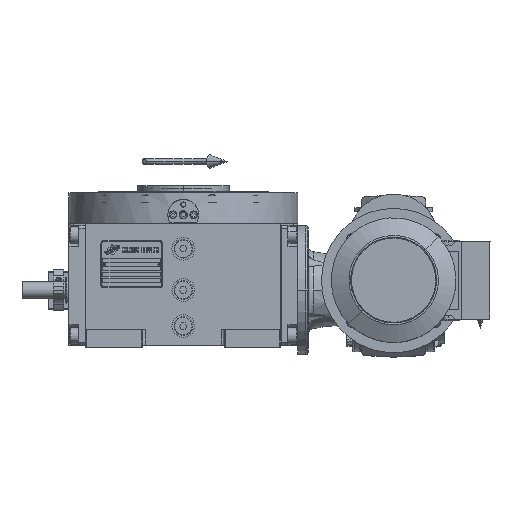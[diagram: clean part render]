
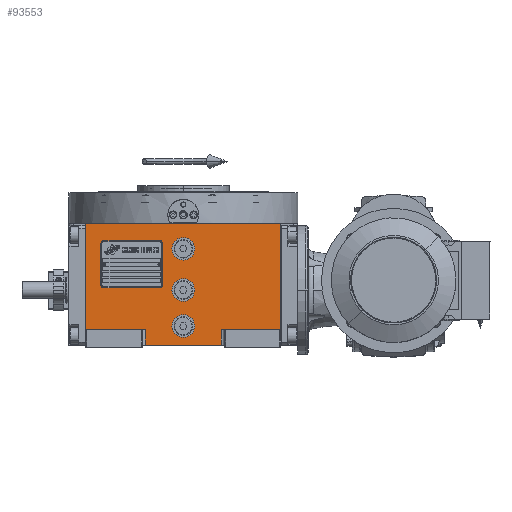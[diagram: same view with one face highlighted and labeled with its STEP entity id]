
A CAD part, top view. The second image highlights one B-rep face of the part: STEP entity #93553.
In plain terms, the highlighted planar face has unit normal (0, 0, 1).
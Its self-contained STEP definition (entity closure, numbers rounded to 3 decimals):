
#226 = EDGE_CURVE ( 'NONE', #96626, #94979, #111429, .T. ) ;
#616 = EDGE_LOOP ( 'NONE', ( #87970, #51838, #106263, #77182, #20893, #25363, #52615, #10150 ) ) ;
#1000 = CARTESIAN_POINT ( 'NONE',  ( 0., -35., 163.5 ) ) ;
#2597 = CARTESIAN_POINT ( 'NONE',  ( -94.5, 64.5, 163.5 ) ) ;
#2695 = VERTEX_POINT ( 'NONE', #101301 ) ;
#2842 = DIRECTION ( 'NONE',  ( -1., 0., 0. ) ) ;
#4291 = VERTEX_POINT ( 'NONE', #89401 ) ;
#4716 = DIRECTION ( 'NONE',  ( 0., 1., 0. ) ) ;
#5808 = EDGE_LOOP ( 'NONE', ( #117008, #104963 ) ) ;
#6731 = CARTESIAN_POINT ( 'NONE',  ( -94.5, -53.5, 163.5 ) ) ;
#7893 = VERTEX_POINT ( 'NONE', #93061 ) ;
#8576 = CARTESIAN_POINT ( 'NONE',  ( -37., -53.5, 163.5 ) ) ;
#10150 = ORIENTED_EDGE ( 'NONE', *, *, #40867, .F. ) ;
#12498 = VERTEX_POINT ( 'NONE', #107452 ) ;
#12549 = CARTESIAN_POINT ( 'NONE',  ( 94.5, -38.5, 163.5 ) ) ;
#16692 = AXIS2_PLACEMENT_3D ( 'NONE', #52907, #24329, #59650 ) ;
#18272 = DIRECTION ( 'NONE',  ( -1., 0., 0. ) ) ;
#18955 = DIRECTION ( 'NONE',  ( 0., -1., 0. ) ) ;
#20893 = ORIENTED_EDGE ( 'NONE', *, *, #89164, .F. ) ;
#21159 = DIRECTION ( 'NONE',  ( 1., 0., 0. ) ) ;
#21886 = DIRECTION ( 'NONE',  ( 0., 0., 1. ) ) ;
#22261 = VERTEX_POINT ( 'NONE', #38212 ) ;
#22733 = EDGE_CURVE ( 'NONE', #4291, #7893, #41313, .T. ) ;
#22954 = DIRECTION ( 'NONE',  ( 0., 0., 1. ) ) ;
#24329 = DIRECTION ( 'NONE',  ( 0., 0., 1. ) ) ;
#24778 = DIRECTION ( 'NONE',  ( 1., 0., 0. ) ) ;
#25255 = EDGE_CURVE ( 'NONE', #30332, #12498, #89183, .T. ) ;
#25363 = ORIENTED_EDGE ( 'NONE', *, *, #115985, .F. ) ;
#26141 = FACE_BOUND ( 'NONE', #36614, .T. ) ;
#27401 = CARTESIAN_POINT ( 'NONE',  ( 0., 40., 163.5 ) ) ;
#29454 = ORIENTED_EDGE ( 'NONE', *, *, #53619, .F. ) ;
#30332 = VERTEX_POINT ( 'NONE', #110040 ) ;
#30541 = VECTOR ( 'NONE', #101038, 1000. ) ;
#31372 = CARTESIAN_POINT ( 'NONE',  ( 0., 0., 163.5 ) ) ;
#31562 = CIRCLE ( 'NONE', #68498, 11. ) ;
#32097 = CARTESIAN_POINT ( 'NONE',  ( 0., 0., 163.5 ) ) ;
#36049 = VERTEX_POINT ( 'NONE', #77860 ) ;
#36614 = EDGE_LOOP ( 'NONE', ( #29454, #102622 ) ) ;
#37296 = VECTOR ( 'NONE', #103879, 1000. ) ;
#38212 = CARTESIAN_POINT ( 'NONE',  ( -37., -38.5, 163.5 ) ) ;
#39559 = AXIS2_PLACEMENT_3D ( 'NONE', #105282, #21886, #59014 ) ;
#40867 = EDGE_CURVE ( 'NONE', #119448, #22261, #41198, .T. ) ;
#41198 = LINE ( 'NONE', #96588, #108370 ) ;
#41254 = VECTOR ( 'NONE', #21159, 1000. ) ;
#41313 = CIRCLE ( 'NONE', #97414, 11. ) ;
#44218 = AXIS2_PLACEMENT_3D ( 'NONE', #6731, #116824, #99782 ) ;
#45085 = DIRECTION ( 'NONE',  ( 1., 0., 0. ) ) ;
#47361 = EDGE_CURVE ( 'NONE', #96626, #57039, #69662, .T. ) ;
#48270 = CARTESIAN_POINT ( 'NONE',  ( -37., -53.5, 163.5 ) ) ;
#48653 = EDGE_CURVE ( 'NONE', #12498, #30332, #95982, .T. ) ;
#49253 = VECTOR ( 'NONE', #106601, 1000. ) ;
#49660 = DIRECTION ( 'NONE',  ( 0., 1., 0. ) ) ;
#50682 = EDGE_CURVE ( 'NONE', #62224, #2695, #31562, .T. ) ;
#51719 = FACE_BOUND ( 'NONE', #5808, .T. ) ;
#51838 = ORIENTED_EDGE ( 'NONE', *, *, #226, .F. ) ;
#52615 = ORIENTED_EDGE ( 'NONE', *, *, #100618, .T. ) ;
#52907 = CARTESIAN_POINT ( 'NONE',  ( 0., 40., 163.5 ) ) ;
#53619 = EDGE_CURVE ( 'NONE', #7893, #4291, #86507, .T. ) ;
#57039 = VERTEX_POINT ( 'NONE', #84127 ) ;
#57816 = CARTESIAN_POINT ( 'NONE',  ( -11., 40., 163.5 ) ) ;
#58670 = EDGE_CURVE ( 'NONE', #119448, #94979, #74878, .T. ) ;
#59014 = DIRECTION ( 'NONE',  ( 1., 0., 0. ) ) ;
#59432 = CARTESIAN_POINT ( 'NONE',  ( -94.5, 64.5, 163.5 ) ) ;
#59650 = DIRECTION ( 'NONE',  ( 1., 0., 0. ) ) ;
#59862 = VECTOR ( 'NONE', #45085, 1000. ) ;
#59879 = CARTESIAN_POINT ( 'NONE',  ( 37., -53.5, 163.5 ) ) ;
#60840 = FACE_BOUND ( 'NONE', #114222, .T. ) ;
#62110 = LINE ( 'NONE', #108950, #30541 ) ;
#62224 = VERTEX_POINT ( 'NONE', #57816 ) ;
#62704 = ORIENTED_EDGE ( 'NONE', *, *, #50682, .F. ) ;
#63260 = FACE_OUTER_BOUND ( 'NONE', #616, .T. ) ;
#64558 = CARTESIAN_POINT ( 'NONE',  ( 37., -38.5, 163.5 ) ) ;
#68498 = AXIS2_PLACEMENT_3D ( 'NONE', #27401, #118117, #18272 ) ;
#68524 = VERTEX_POINT ( 'NONE', #59432 ) ;
#68622 = VERTEX_POINT ( 'NONE', #103111 ) ;
#69662 = LINE ( 'NONE', #112455, #41254 ) ;
#74028 = DIRECTION ( 'NONE',  ( -1., 0., 0. ) ) ;
#74878 = LINE ( 'NONE', #8576, #59862 ) ;
#77182 = ORIENTED_EDGE ( 'NONE', *, *, #99598, .T. ) ;
#77860 = CARTESIAN_POINT ( 'NONE',  ( -94.5, -38.5, 163.5 ) ) ;
#79468 = AXIS2_PLACEMENT_3D ( 'NONE', #31372, #106219, #2842 ) ;
#84069 = CARTESIAN_POINT ( 'NONE',  ( 37., -38.5, 163.5 ) ) ;
#84127 = CARTESIAN_POINT ( 'NONE',  ( 94.5, -38.5, 163.5 ) ) ;
#85689 = VECTOR ( 'NONE', #49660, 1000. ) ;
#86507 = CIRCLE ( 'NONE', #39559, 11. ) ;
#86557 = LINE ( 'NONE', #2597, #49253 ) ;
#87970 = ORIENTED_EDGE ( 'NONE', *, *, #58670, .T. ) ;
#89164 = EDGE_CURVE ( 'NONE', #68524, #68622, #86557, .T. ) ;
#89183 = CIRCLE ( 'NONE', #79468, 11. ) ;
#89401 = CARTESIAN_POINT ( 'NONE',  ( -11., -35., 163.5 ) ) ;
#92095 = AXIS2_PLACEMENT_3D ( 'NONE', #32097, #22954, #24778 ) ;
#92942 = CARTESIAN_POINT ( 'NONE',  ( -94.5, -38.5, 163.5 ) ) ;
#93061 = CARTESIAN_POINT ( 'NONE',  ( 11., -35., 163.5 ) ) ;
#93553 = ADVANCED_FACE ( 'NONE', ( #51719, #26141, #60840, #63260 ), #97965, .T. ) ;
#94979 = VERTEX_POINT ( 'NONE', #59879 ) ;
#95907 = LINE ( 'NONE', #12549, #85689 ) ;
#95982 = CIRCLE ( 'NONE', #92095, 11. ) ;
#96588 = CARTESIAN_POINT ( 'NONE',  ( -37., -53.5, 163.5 ) ) ;
#96626 = VERTEX_POINT ( 'NONE', #64558 ) ;
#97414 = AXIS2_PLACEMENT_3D ( 'NONE', #1000, #102007, #74028 ) ;
#97965 = PLANE ( 'NONE',  #44218 ) ;
#99598 = EDGE_CURVE ( 'NONE', #57039, #68622, #95907, .T. ) ;
#99782 = DIRECTION ( 'NONE',  ( 1., 0., 0. ) ) ;
#100618 = EDGE_CURVE ( 'NONE', #36049, #22261, #103272, .T. ) ;
#101038 = DIRECTION ( 'NONE',  ( 0., 1., 0. ) ) ;
#101301 = CARTESIAN_POINT ( 'NONE',  ( 11., 40., 163.5 ) ) ;
#102007 = DIRECTION ( 'NONE',  ( 0., 0., 1. ) ) ;
#102622 = ORIENTED_EDGE ( 'NONE', *, *, #22733, .F. ) ;
#103111 = CARTESIAN_POINT ( 'NONE',  ( 94.5, 64.5, 163.5 ) ) ;
#103272 = LINE ( 'NONE', #92942, #37296 ) ;
#103879 = DIRECTION ( 'NONE',  ( 1., 0., 0. ) ) ;
#104188 = CIRCLE ( 'NONE', #16692, 11. ) ;
#104963 = ORIENTED_EDGE ( 'NONE', *, *, #25255, .F. ) ;
#105282 = CARTESIAN_POINT ( 'NONE',  ( 0., -35., 163.5 ) ) ;
#106219 = DIRECTION ( 'NONE',  ( 0., 0., 1. ) ) ;
#106263 = ORIENTED_EDGE ( 'NONE', *, *, #47361, .T. ) ;
#106327 = EDGE_CURVE ( 'NONE', #2695, #62224, #104188, .T. ) ;
#106601 = DIRECTION ( 'NONE',  ( 1., 0., 0. ) ) ;
#107452 = CARTESIAN_POINT ( 'NONE',  ( 11., 0., 163.5 ) ) ;
#108370 = VECTOR ( 'NONE', #4716, 1000. ) ;
#108950 = CARTESIAN_POINT ( 'NONE',  ( -94.5, -38.5, 163.5 ) ) ;
#110040 = CARTESIAN_POINT ( 'NONE',  ( -11., 0., 163.5 ) ) ;
#111429 = LINE ( 'NONE', #84069, #116478 ) ;
#112455 = CARTESIAN_POINT ( 'NONE',  ( 37., -38.5, 163.5 ) ) ;
#113297 = ORIENTED_EDGE ( 'NONE', *, *, #106327, .F. ) ;
#114222 = EDGE_LOOP ( 'NONE', ( #113297, #62704 ) ) ;
#115985 = EDGE_CURVE ( 'NONE', #36049, #68524, #62110, .T. ) ;
#116478 = VECTOR ( 'NONE', #18955, 1000. ) ;
#116824 = DIRECTION ( 'NONE',  ( 0., 0., 1. ) ) ;
#117008 = ORIENTED_EDGE ( 'NONE', *, *, #48653, .F. ) ;
#118117 = DIRECTION ( 'NONE',  ( 0., 0., 1. ) ) ;
#119448 = VERTEX_POINT ( 'NONE', #48270 ) ;
